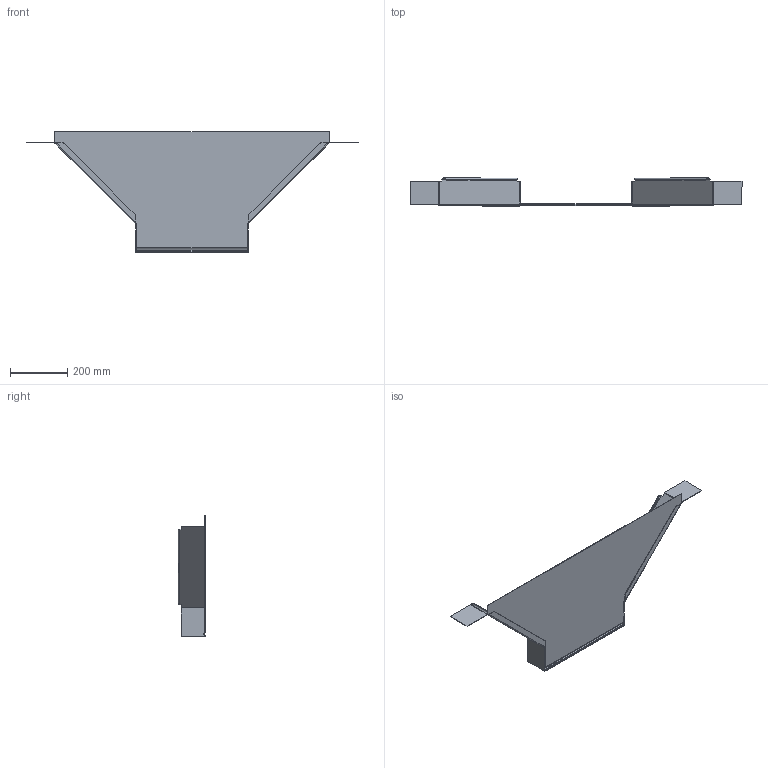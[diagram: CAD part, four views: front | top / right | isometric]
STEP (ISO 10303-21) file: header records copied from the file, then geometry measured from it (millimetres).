
FILE_DESCRIPTION (( 'STEP AP214' ), '1' );
FILE_NAME ('6044624.stp', '2024-04-18T09:12:06', ( '' ), ( '' ), 'SwSTEP 2.0', 'SolidWorks 2022', '' );
FILE_SCHEMA (( 'AUTOMOTIVE_DESIGN' ));
Length unit declared in the file: millimetre
Products named in the file (3): 6044624; 233371; 233391_400
Assembly tree (3 placements, depth 2):
  6044624
    233391_400
    233371  x2
Bounding box: 1161.99 x 97.99 x 423.21 mm (x, y, z)
Volume: 803397 mm3; surface area: 813947 mm2
Topology: 3 solids, 3 shells, 126 faces, 276 edges, 156 vertices
Faces by surface type: plane 90, cylinder 28, bspline 8
Entity records: 2923 total; most frequent: CARTESIAN_POINT 608, DIRECTION 352, ORIENTED_EDGE 352, EDGE_CURVE 176, VECTOR 124, LINE 124, AXIS2_PLACEMENT_3D 114, VERTEX_POINT 100
